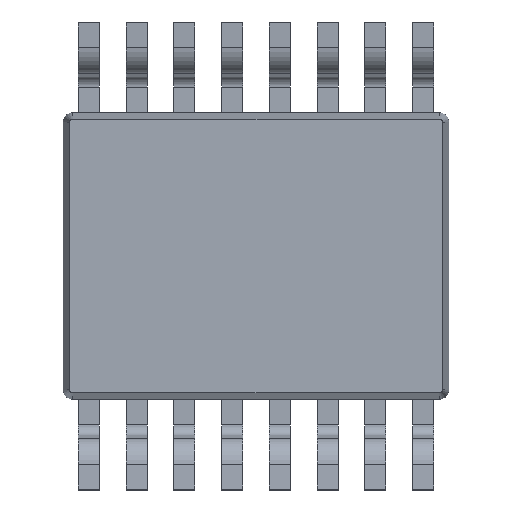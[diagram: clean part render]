
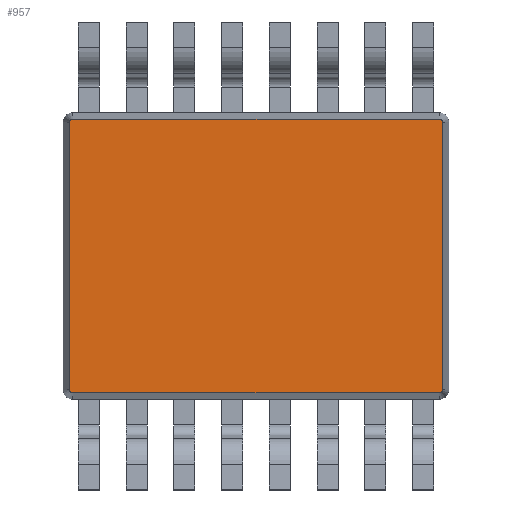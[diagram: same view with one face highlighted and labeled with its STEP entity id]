
A CAD part, front view. The second image highlights one B-rep face of the part: STEP entity #957.
In plain terms, the highlighted planar face has unit normal (0, -1, 0).
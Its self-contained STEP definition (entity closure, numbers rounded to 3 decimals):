
#290 = EDGE_CURVE ( 'NONE', #5696, #7796, #3811, .T. ) ;
#408 = ORIENTED_EDGE ( 'NONE', *, *, #3361, .T. ) ;
#446 = CARTESIAN_POINT ( 'NONE',  ( -1.952, -0.474, 1.4 ) ) ;
#650 = ORIENTED_EDGE ( 'NONE', *, *, #5492, .T. ) ;
#849 = PLANE ( 'NONE',  #4351 ) ;
#957 = ADVANCED_FACE ( 'NONE', ( #5327 ), #849, .T. ) ;
#993 = CARTESIAN_POINT ( 'NONE',  ( 1.919, -0.474, -1.432 ) ) ;
#1040 = CARTESIAN_POINT ( 'NONE',  ( 1.919, -0.474, 1.4 ) ) ;
#1426 = DIRECTION ( 'NONE',  ( 0., -1., 0. ) ) ;
#1487 = VECTOR ( 'NONE', #1924, 1000. ) ;
#1620 = ORIENTED_EDGE ( 'NONE', *, *, #290, .T. ) ;
#1625 = VERTEX_POINT ( 'NONE', #993 ) ;
#1639 = DIRECTION ( 'NONE',  ( 0., 0., -1. ) ) ;
#1651 = VERTEX_POINT ( 'NONE', #5871 ) ;
#1771 = VECTOR ( 'NONE', #4113, 1000. ) ;
#1873 = VERTEX_POINT ( 'NONE', #4269 ) ;
#1924 = DIRECTION ( 'NONE',  ( -1., 0., 0. ) ) ;
#2150 = LINE ( 'NONE', #5846, #1771 ) ;
#2293 = VERTEX_POINT ( 'NONE', #7048 ) ;
#2697 = CARTESIAN_POINT ( 'NONE',  ( 1.952, -0.474, 1.4 ) ) ;
#2987 = AXIS2_PLACEMENT_3D ( 'NONE', #3807, #4400, #5011 ) ;
#3021 = CIRCLE ( 'NONE', #5694, 0.032 ) ;
#3042 = CARTESIAN_POINT ( 'NONE',  ( 1.952, -0.474, -1.4 ) ) ;
#3066 = DIRECTION ( 'NONE',  ( 0., 0., 1. ) ) ;
#3075 = AXIS2_PLACEMENT_3D ( 'NONE', #6420, #7013, #7595 ) ;
#3164 = ORIENTED_EDGE ( 'NONE', *, *, #5401, .T. ) ;
#3351 = DIRECTION ( 'NONE',  ( 0., 0., -1. ) ) ;
#3361 = EDGE_CURVE ( 'NONE', #1873, #1625, #2150, .T. ) ;
#3389 = VECTOR ( 'NONE', #3066, 1000. ) ;
#3729 = VERTEX_POINT ( 'NONE', #2697 ) ;
#3807 = CARTESIAN_POINT ( 'NONE',  ( -1.92, -0.474, 1.4 ) ) ;
#3811 = CIRCLE ( 'NONE', #2987, 0.032 ) ;
#3855 = CARTESIAN_POINT ( 'NONE',  ( 1.919, -0.474, -1.4 ) ) ;
#4053 = LINE ( 'NONE', #446, #6206 ) ;
#4113 = DIRECTION ( 'NONE',  ( 1., 0., 0. ) ) ;
#4135 = CARTESIAN_POINT ( 'NONE',  ( -1.92, -0.474, 1.432 ) ) ;
#4208 = ORIENTED_EDGE ( 'NONE', *, *, #5764, .T. ) ;
#4212 = ORIENTED_EDGE ( 'NONE', *, *, #5773, .T. ) ;
#4269 = CARTESIAN_POINT ( 'NONE',  ( -1.919, -0.474, -1.432 ) ) ;
#4351 = AXIS2_PLACEMENT_3D ( 'NONE', #6817, #1426, #6896 ) ;
#4400 = DIRECTION ( 'NONE',  ( 0., -1., 0. ) ) ;
#4519 = LINE ( 'NONE', #3042, #3389 ) ;
#4650 = DIRECTION ( 'NONE',  ( 0., -1., 0. ) ) ;
#4696 = DIRECTION ( 'NONE',  ( 0., 0., -1. ) ) ;
#4964 = CARTESIAN_POINT ( 'NONE',  ( 1.919, -0.474, 1.432 ) ) ;
#4968 = VERTEX_POINT ( 'NONE', #6652 ) ;
#5011 = DIRECTION ( 'NONE',  ( 0., 0., -1. ) ) ;
#5080 = EDGE_LOOP ( 'NONE', ( #4212, #650, #1620, #7558, #5294, #408, #4208, #3164 ) ) ;
#5287 = LINE ( 'NONE', #4964, #1487 ) ;
#5294 = ORIENTED_EDGE ( 'NONE', *, *, #7601, .T. ) ;
#5327 = FACE_OUTER_BOUND ( 'NONE', #5080, .T. ) ;
#5401 = EDGE_CURVE ( 'NONE', #1651, #3729, #4519, .T. ) ;
#5492 = EDGE_CURVE ( 'NONE', #4968, #5696, #5287, .T. ) ;
#5694 = AXIS2_PLACEMENT_3D ( 'NONE', #1040, #7029, #1639 ) ;
#5696 = VERTEX_POINT ( 'NONE', #4135 ) ;
#5764 = EDGE_CURVE ( 'NONE', #1625, #1651, #6897, .T. ) ;
#5773 = EDGE_CURVE ( 'NONE', #3729, #4968, #3021, .T. ) ;
#5846 = CARTESIAN_POINT ( 'NONE',  ( -1.919, -0.474, -1.432 ) ) ;
#5871 = CARTESIAN_POINT ( 'NONE',  ( 1.952, -0.474, -1.4 ) ) ;
#6206 = VECTOR ( 'NONE', #4696, 1000. ) ;
#6253 = AXIS2_PLACEMENT_3D ( 'NONE', #3855, #4650, #3351 ) ;
#6372 = EDGE_CURVE ( 'NONE', #7796, #2293, #4053, .T. ) ;
#6420 = CARTESIAN_POINT ( 'NONE',  ( -1.92, -0.474, -1.4 ) ) ;
#6468 = CARTESIAN_POINT ( 'NONE',  ( -1.952, -0.474, 1.4 ) ) ;
#6652 = CARTESIAN_POINT ( 'NONE',  ( 1.919, -0.474, 1.432 ) ) ;
#6687 = CIRCLE ( 'NONE', #3075, 0.032 ) ;
#6817 = CARTESIAN_POINT ( 'NONE',  ( 1.919, -0.474, 1.4 ) ) ;
#6896 = DIRECTION ( 'NONE',  ( 0., 0., -1. ) ) ;
#6897 = CIRCLE ( 'NONE', #6253, 0.032 ) ;
#7013 = DIRECTION ( 'NONE',  ( 0., -1., 0. ) ) ;
#7029 = DIRECTION ( 'NONE',  ( 0., -1., 0. ) ) ;
#7048 = CARTESIAN_POINT ( 'NONE',  ( -1.952, -0.474, -1.4 ) ) ;
#7558 = ORIENTED_EDGE ( 'NONE', *, *, #6372, .T. ) ;
#7595 = DIRECTION ( 'NONE',  ( 0., 0., -1. ) ) ;
#7601 = EDGE_CURVE ( 'NONE', #2293, #1873, #6687, .T. ) ;
#7796 = VERTEX_POINT ( 'NONE', #6468 ) ;
